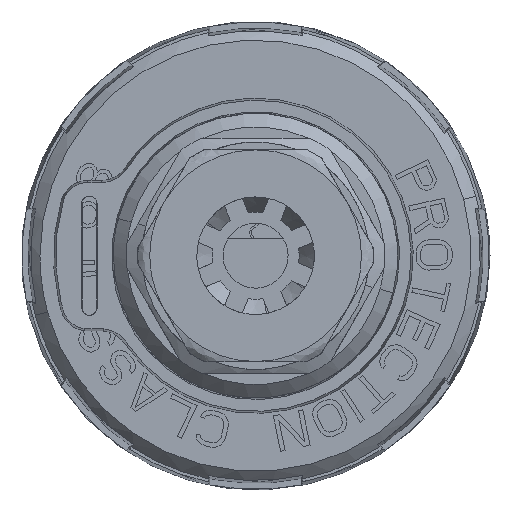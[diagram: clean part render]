
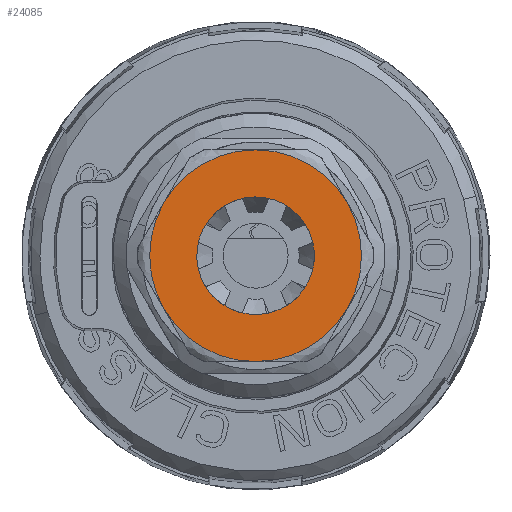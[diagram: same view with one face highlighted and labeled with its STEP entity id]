
A CAD part, left-side view. The second image highlights one B-rep face of the part: STEP entity #24085.
In plain terms, the highlighted planar face has unit normal (-1, 0, 0).
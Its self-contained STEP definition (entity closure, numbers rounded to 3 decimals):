
#24085=ADVANCED_FACE('',(#35905,#35906),#35907,.F.);
#35905=FACE_OUTER_BOUND('',#41687,.T.);
#35906=FACE_BOUND('',#41688,.T.);
#35907=PLANE('',#41689);
#41687=EDGE_LOOP('',(#50661,#50662,#50663,#50664,#50665,#50666));
#41688=EDGE_LOOP('',(#50667,#50668,#50669));
#41689=AXIS2_PLACEMENT_3D('',#50670,#50671,#50672);
#50661=ORIENTED_EDGE('',*,*,#75512,.T.);
#50662=ORIENTED_EDGE('',*,*,#75511,.F.);
#50663=ORIENTED_EDGE('',*,*,#75510,.F.);
#50664=ORIENTED_EDGE('',*,*,#75509,.T.);
#50665=ORIENTED_EDGE('',*,*,#75508,.F.);
#50666=ORIENTED_EDGE('',*,*,#75507,.F.);
#50667=ORIENTED_EDGE('',*,*,#75331,.F.);
#50668=ORIENTED_EDGE('',*,*,#75330,.F.);
#50669=ORIENTED_EDGE('',*,*,#75529,.F.);
#50670=CARTESIAN_POINT('',(-63.645,-4.459,7.723));
#50671=DIRECTION('',(1.0,0.0,0.0));
#50672=DIRECTION('',(0.0,1.0,0.0));
#75330=EDGE_CURVE('',#80835,#80837,#80838,.T.);
#75331=EDGE_CURVE('',#80837,#80799,#80839,.T.);
#75507=EDGE_CURVE('',#81134,#81095,#81143,.T.);
#75508=EDGE_CURVE('',#81095,#81107,#81144,.T.);
#75509=EDGE_CURVE('',#81113,#81107,#81145,.T.);
#75510=EDGE_CURVE('',#81113,#81122,#81146,.T.);
#75511=EDGE_CURVE('',#81122,#81137,#81147,.T.);
#75512=EDGE_CURVE('',#81134,#81137,#81148,.T.);
#75529=EDGE_CURVE('',#80799,#80835,#81165,.T.);
#80799=VERTEX_POINT('',#82560);
#80835=VERTEX_POINT('',#82605);
#80837=VERTEX_POINT('',#82608);
#80838=CIRCLE('',#82609,4.765);
#80839=CIRCLE('',#82610,4.765);
#81095=VERTEX_POINT('',#83070);
#81107=VERTEX_POINT('',#83099);
#81113=VERTEX_POINT('',#83120);
#81122=VERTEX_POINT('',#83145);
#81134=VERTEX_POINT('',#83174);
#81137=VERTEX_POINT('',#83191);
#81143=CIRCLE('',#83212,8.575);
#81144=CIRCLE('',#83213,8.575);
#81145=CIRCLE('',#83214,8.575);
#81146=CIRCLE('',#83215,8.575);
#81147=CIRCLE('',#83216,8.575);
#81148=CIRCLE('',#83217,8.575);
#81165=CIRCLE('',#83314,4.765);
#82560=CARTESIAN_POINT('',(-63.645,4.268,2.119));
#82605=CARTESIAN_POINT('',(-63.645,-4.268,-2.119));
#82608=CARTESIAN_POINT('',(-63.645,4.127,2.383));
#82609=AXIS2_PLACEMENT_3D('',#84908,#84909,#84910);
#82610=AXIS2_PLACEMENT_3D('',#84911,#84912,#84913);
#83070=CARTESIAN_POINT('',(-63.645,7.426,4.287));
#83099=CARTESIAN_POINT('',(-63.645,0.,8.575));
#83120=CARTESIAN_POINT('',(-63.645,-7.426,4.288));
#83145=CARTESIAN_POINT('',(-63.645,-7.426,-4.287));
#83174=CARTESIAN_POINT('',(-63.645,7.426,-4.288));
#83191=CARTESIAN_POINT('',(-63.645,0.,-8.575));
#83212=AXIS2_PLACEMENT_3D('',#85159,#85160,#85161);
#83213=AXIS2_PLACEMENT_3D('',#85162,#85163,#85164);
#83214=AXIS2_PLACEMENT_3D('',#85165,#85166,#85167);
#83215=AXIS2_PLACEMENT_3D('',#85168,#85169,#85170);
#83216=AXIS2_PLACEMENT_3D('',#85171,#85172,#85173);
#83217=AXIS2_PLACEMENT_3D('',#85174,#85175,#85176);
#83314=AXIS2_PLACEMENT_3D('',#85177,#85178,#85179);
#84908=CARTESIAN_POINT('',(-63.645,0.0,0.0));
#84909=DIRECTION('',(-1.0,-0.0,0.0));
#84910=DIRECTION('',(0.0,-0.866,-0.5));
#84911=CARTESIAN_POINT('',(-63.645,0.0,0.0));
#84912=DIRECTION('',(-1.0,-0.0,0.0));
#84913=DIRECTION('',(0.0,-0.866,-0.5));
#85159=CARTESIAN_POINT('',(-63.645,0.0,0.0));
#85160=DIRECTION('',(1.0,0.0,0.0));
#85161=DIRECTION('',(0.0,0.866,-0.5));
#85162=CARTESIAN_POINT('',(-63.645,0.0,0.0));
#85163=DIRECTION('',(1.0,0.0,-0.0));
#85164=DIRECTION('',(0.0,0.866,0.5));
#85165=CARTESIAN_POINT('',(-63.645,0.0,0.0));
#85166=DIRECTION('',(-1.0,0.0,0.0));
#85167=DIRECTION('',(0.0,-0.866,0.5));
#85168=CARTESIAN_POINT('',(-63.645,0.0,0.0));
#85169=DIRECTION('',(1.0,0.0,0.0));
#85170=DIRECTION('',(0.0,-0.866,0.5));
#85171=CARTESIAN_POINT('',(-63.645,0.0,0.0));
#85172=DIRECTION('',(1.0,0.0,0.0));
#85173=DIRECTION('',(0.0,-0.866,-0.5));
#85174=CARTESIAN_POINT('',(-63.645,0.0,0.0));
#85175=DIRECTION('',(-1.0,0.0,0.0));
#85176=DIRECTION('',(0.0,0.866,-0.5));
#85177=CARTESIAN_POINT('',(-63.645,0.0,0.0));
#85178=DIRECTION('',(-1.0,-0.0,0.0));
#85179=DIRECTION('',(0.0,-0.866,-0.5));
